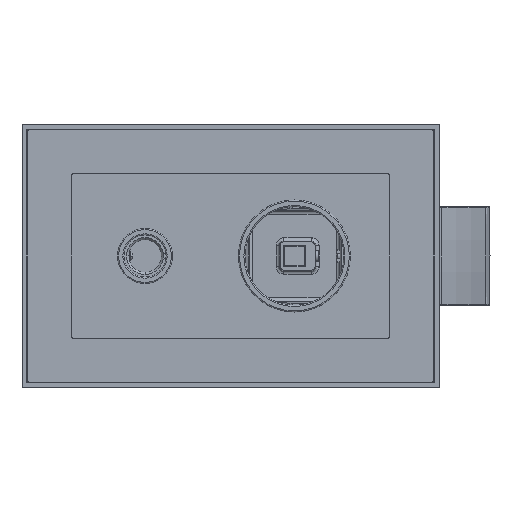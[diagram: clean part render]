
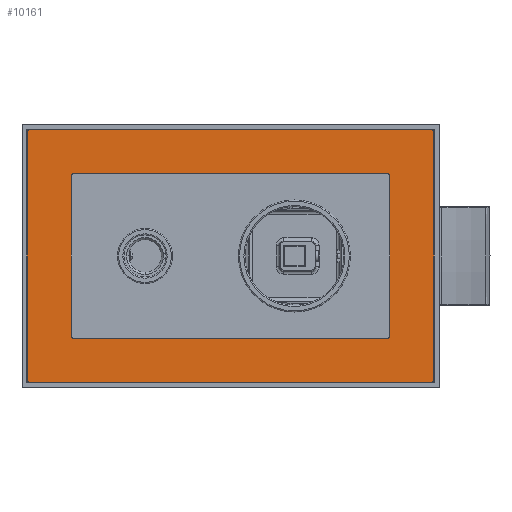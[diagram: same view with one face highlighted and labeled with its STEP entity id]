
A CAD part, left-side view. The second image highlights one B-rep face of the part: STEP entity #10161.
In plain terms, the highlighted face is planar.
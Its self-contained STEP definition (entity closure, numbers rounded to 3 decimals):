
#9668=CARTESIAN_POINT('',(-36.5,6.,-71.5));
#9669=DIRECTION('',(0.,-1.,0.));
#9670=DIRECTION('',(-1.,0.,0.));
#9671=AXIS2_PLACEMENT_3D('',#9668,#9669,#9670);
#9698=CARTESIAN_POINT('',(-36.5,6.,71.5));
#9699=DIRECTION('',(0.,-1.,0.));
#9700=DIRECTION('',(0.,0.,1.));
#9701=AXIS2_PLACEMENT_3D('',#9698,#9699,#9700);
#9728=CARTESIAN_POINT('',(36.5,6.,71.5));
#9729=DIRECTION('',(0.,-1.,0.));
#9730=DIRECTION('',(1.,0.,0.));
#9731=AXIS2_PLACEMENT_3D('',#9728,#9729,#9730);
#9758=CARTESIAN_POINT('',(36.5,6.,-71.5));
#9759=DIRECTION('',(0.,-1.,0.));
#9760=DIRECTION('',(0.,0.,-1.));
#9761=AXIS2_PLACEMENT_3D('',#9758,#9759,#9760);
#9766=DIRECTION('',(0.,0.,1.));
#9767=VECTOR('',#9766,143.);
#9768=CARTESIAN_POINT('',(37.5,6.,-71.5));
#9769=LINE('',#9768,#9767);
#9773=DIRECTION('',(1.,0.,0.));
#9774=VECTOR('',#9773,73.);
#9775=CARTESIAN_POINT('',(-36.5,6.,-72.5));
#9776=LINE('',#9775,#9774);
#9780=DIRECTION('',(0.,0.,-1.));
#9781=VECTOR('',#9780,143.);
#9782=CARTESIAN_POINT('',(-37.5,6.,71.5));
#9783=LINE('',#9782,#9781);
#9787=DIRECTION('',(-1.,0.,0.));
#9788=VECTOR('',#9787,73.);
#9789=CARTESIAN_POINT('',(36.5,6.,72.5));
#9790=LINE('',#9789,#9788);
#9794=CARTESIAN_POINT('',(56.5,6.,-91.5));
#9795=DIRECTION('',(0.,1.,0.));
#9796=DIRECTION('',(1.,0.,0.));
#9797=AXIS2_PLACEMENT_3D('',#9794,#9795,#9796);
#9802=DIRECTION('',(0.,0.,-1.));
#9803=VECTOR('',#9802,183.);
#9804=CARTESIAN_POINT('',(57.5,6.,91.5));
#9805=LINE('',#9804,#9803);
#9809=CARTESIAN_POINT('',(56.5,6.,91.5));
#9810=DIRECTION('',(0.,1.,0.));
#9811=DIRECTION('',(0.,0.,1.));
#9812=AXIS2_PLACEMENT_3D('',#9809,#9810,#9811);
#9817=DIRECTION('',(1.,0.,0.));
#9818=VECTOR('',#9817,113.);
#9819=CARTESIAN_POINT('',(-56.5,6.,92.5));
#9820=LINE('',#9819,#9818);
#9824=CARTESIAN_POINT('',(-56.5,6.,91.5));
#9825=DIRECTION('',(0.,1.,0.));
#9826=DIRECTION('',(-1.,0.,0.));
#9827=AXIS2_PLACEMENT_3D('',#9824,#9825,#9826);
#9832=DIRECTION('',(0.,0.,1.));
#9833=VECTOR('',#9832,183.);
#9834=CARTESIAN_POINT('',(-57.5,6.,-91.5));
#9835=LINE('',#9834,#9833);
#9839=CARTESIAN_POINT('',(-56.5,6.,-91.5));
#9840=DIRECTION('',(0.,1.,0.));
#9841=DIRECTION('',(0.,0.,-1.));
#9842=AXIS2_PLACEMENT_3D('',#9839,#9840,#9841);
#9847=DIRECTION('',(-1.,0.,0.));
#9848=VECTOR('',#9847,113.);
#9849=CARTESIAN_POINT('',(56.5,6.,-92.5));
#9850=LINE('',#9849,#9848);
#9911=CARTESIAN_POINT('',(-36.5,6.,-72.5));
#9913=VERTEX_POINT('',#9911);
#9915=CARTESIAN_POINT('',(-37.5,6.,-71.5));
#9917=VERTEX_POINT('',#9915);
#9919=CARTESIAN_POINT('',(37.5,6.,-71.5));
#9921=VERTEX_POINT('',#9919);
#9923=CARTESIAN_POINT('',(36.5,6.,-72.5));
#9925=VERTEX_POINT('',#9923);
#9927=CARTESIAN_POINT('',(36.5,6.,72.5));
#9929=VERTEX_POINT('',#9927);
#9931=CARTESIAN_POINT('',(37.5,6.,71.5));
#9933=VERTEX_POINT('',#9931);
#9935=CARTESIAN_POINT('',(-37.5,6.,71.5));
#9937=VERTEX_POINT('',#9935);
#9939=CARTESIAN_POINT('',(-36.5,6.,72.5));
#9941=VERTEX_POINT('',#9939);
#9946=CARTESIAN_POINT('',(57.5,6.,-91.5));
#9947=VERTEX_POINT('',#9946);
#9948=CARTESIAN_POINT('',(56.5,6.,-92.5));
#9949=VERTEX_POINT('',#9948);
#9954=CARTESIAN_POINT('',(-56.5,6.,-92.5));
#9955=VERTEX_POINT('',#9954);
#9956=CARTESIAN_POINT('',(-57.5,6.,-91.5));
#9957=VERTEX_POINT('',#9956);
#9962=CARTESIAN_POINT('',(-57.5,6.,91.5));
#9963=VERTEX_POINT('',#9962);
#9964=CARTESIAN_POINT('',(-56.5,6.,92.5));
#9965=VERTEX_POINT('',#9964);
#9970=CARTESIAN_POINT('',(56.5,6.,92.5));
#9971=VERTEX_POINT('',#9970);
#9972=CARTESIAN_POINT('',(57.5,6.,91.5));
#9973=VERTEX_POINT('',#9972);
#10128=CARTESIAN_POINT('',(0.,6.,0.));
#10129=DIRECTION('',(0.,1.,0.));
#10130=DIRECTION('',(1.,0.,0.));
#10131=AXIS2_PLACEMENT_3D('',#10128,#10129,#10130);
#10132=PLANE('',#10131);
#10134=ORIENTED_EDGE('',*,*,#10133,.F.);
#10136=ORIENTED_EDGE('',*,*,#10135,.F.);
#10138=ORIENTED_EDGE('',*,*,#10137,.F.);
#10140=ORIENTED_EDGE('',*,*,#10139,.F.);
#10142=ORIENTED_EDGE('',*,*,#10141,.F.);
#10144=ORIENTED_EDGE('',*,*,#10143,.F.);
#10146=ORIENTED_EDGE('',*,*,#10145,.F.);
#10148=ORIENTED_EDGE('',*,*,#10147,.F.);
#10149=EDGE_LOOP('',(#10134,#10136,#10138,#10140,#10142,#10144,#10146,#10148));
#10150=FACE_OUTER_BOUND('',#10149,.F.);
#10151=ORIENTED_EDGE('',*,*,#10108,.F.);
#10152=ORIENTED_EDGE('',*,*,#10123,.F.);
#10153=ORIENTED_EDGE('',*,*,#10023,.F.);
#10154=ORIENTED_EDGE('',*,*,#10040,.F.);
#10155=ORIENTED_EDGE('',*,*,#10054,.F.);
#10156=ORIENTED_EDGE('',*,*,#10068,.F.);
#10157=ORIENTED_EDGE('',*,*,#10080,.F.);
#10158=ORIENTED_EDGE('',*,*,#10096,.F.);
#10159=EDGE_LOOP('',(#10151,#10152,#10153,#10154,#10155,#10156,#10157,#10158));
#10160=FACE_BOUND('',#10159,.F.);
#10161=ADVANCED_FACE('',(#10150,#10160),#10132,.T.);
#9672=CIRCLE('',#9671,1.);
#9702=CIRCLE('',#9701,1.);
#9732=CIRCLE('',#9731,1.);
#9762=CIRCLE('',#9761,1.);
#9798=CIRCLE('',#9797,1.);
#9813=CIRCLE('',#9812,1.);
#9828=CIRCLE('',#9827,1.);
#9843=CIRCLE('',#9842,1.);
#10023=EDGE_CURVE('',#9913,#9925,#9776,.T.);
#10040=EDGE_CURVE('',#9917,#9913,#9672,.T.);
#10054=EDGE_CURVE('',#9937,#9917,#9783,.T.);
#10068=EDGE_CURVE('',#9941,#9937,#9702,.T.);
#10080=EDGE_CURVE('',#9929,#9941,#9790,.T.);
#10096=EDGE_CURVE('',#9933,#9929,#9732,.T.);
#10108=EDGE_CURVE('',#9921,#9933,#9769,.T.);
#10123=EDGE_CURVE('',#9925,#9921,#9762,.T.);
#10133=EDGE_CURVE('',#9947,#9949,#9798,.T.);
#10135=EDGE_CURVE('',#9973,#9947,#9805,.T.);
#10137=EDGE_CURVE('',#9971,#9973,#9813,.T.);
#10139=EDGE_CURVE('',#9965,#9971,#9820,.T.);
#10141=EDGE_CURVE('',#9963,#9965,#9828,.T.);
#10143=EDGE_CURVE('',#9957,#9963,#9835,.T.);
#10145=EDGE_CURVE('',#9955,#9957,#9843,.T.);
#10147=EDGE_CURVE('',#9949,#9955,#9850,.T.);
